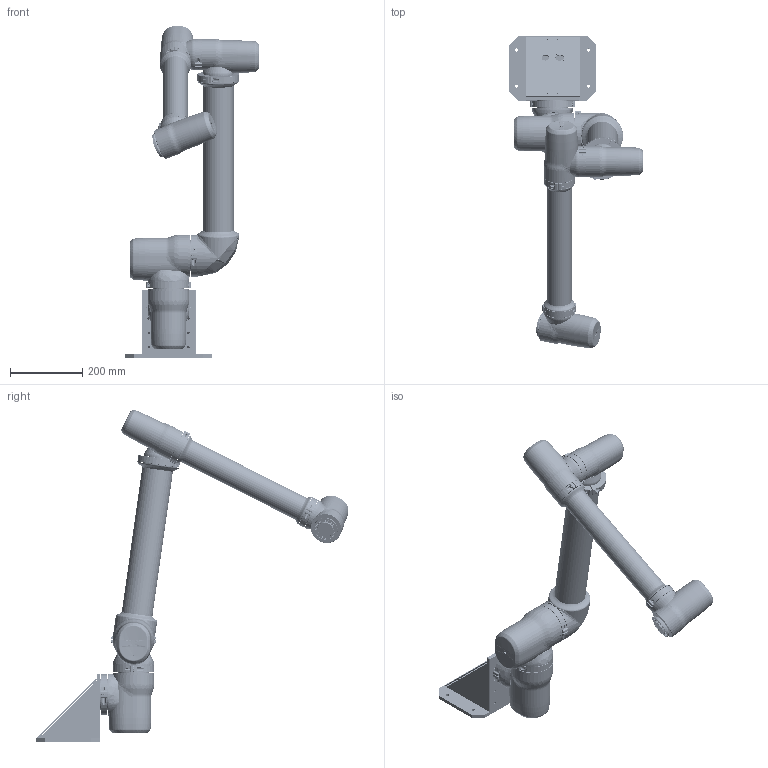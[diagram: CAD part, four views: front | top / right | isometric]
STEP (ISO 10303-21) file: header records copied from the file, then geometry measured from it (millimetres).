
FILE_DESCRIPTION (( 'STEP AP214' ), '1' );
FILE_NAME ('5 axis 1 Praktische Peter.STEP', '2022-05-24T16:06:16', ( '' ), ( '' ), 'SwSTEP 2.0', 'SolidWorks 2021', '' );
FILE_SCHEMA (( 'AUTOMOTIVE_DESIGN' ));
Length unit declared in the file: millimetre
Products named in the file (42): 876.0023-F.STEP; 626.0132-A.STEP; 626.0008-A.STEP; 636.0001-A-gef_llt.STEP; 626.0130-A.STEP; 626.0040-A.STEP; 626.0024-C.STEP; 626.0004-A-gef_llt.STEP; rohr_68_63_laengerohr - 400.STEP; C86S.step; 626.0033-G-1.STEP; D86.STEP; 876.0031.STEP; 626.0036-B.STEP; D116.STEP; 626.0131-A.STEP; 626.0004-A.STEP; L116L-500.STEP; 626.0036-A-gef_llt.STEP; 626.0040-A-gef_llt.STEP; 626.0129-A.STEP; item_0061956_Winkel_8_160x160-40_Al_M8_1.stp.STEP; 5 axis 1 Praktische Peter; rohr_86_80_376-500.STEP; 626.0072-A-gef_llt.STEP; 626.0040-B.STEP; 876.0022-F.STEP; 626.0078-E.STEP; L86I-400.STEP; 626.0023-E.STEP; 626.0073-A-gef_llt.STEP; 626.0079-E.STEP; 626.0008-A-gef_llt.STEP; 876.0018-F.STEP; 876.0019-F.STEP; 626.0005-B.STEP; C11686S.step; C116S.step; 626.0001-F.STEP; 626.0074-A-gef_llt.STEP ...
Assembly tree (51 placements, depth 4):
  5 axis 1 Praktische Peter
    876.0031.STEP
      626.0130-A.STEP
      item_0061956_Winkel_8_160x160-40_Al_M8_1.stp.STEP  x2
      626.0129-A.STEP
      626.0132-A.STEP  x2
      626.0131-A.STEP
      626.0040-A.STEP
    C116S.step  x3
    D116.STEP  x2
      876.0022-F.STEP
        626.0033-G-1.STEP
        626.0036-B.STEP
        626.0078-E.STEP
      876.0023-F.STEP
        626.0037-C.STEP
        626.0040-B.STEP
      626.0079-E.STEP
    L116L-500.STEP
      626.0036-A-gef_llt.STEP
      626.0040-A-gef_llt.STEP
      rohr_86_80_376-500.STEP
      626.0072-A-gef_llt.STEP  x2
      626.0073-A-gef_llt.STEP
      626.0074-A-gef_llt.STEP
    C11686S.step
    D86.STEP  x3
      876.0018-F.STEP
        626.0001-F.STEP
        626.0004-A.STEP
        626.0023-E.STEP
      876.0019-F.STEP
        626.0005-B.STEP
        626.0008-A.STEP
      626.0024-C.STEP
    C86S.step  x2
    L86I-400.STEP
      626.0004-A-gef_llt.STEP
      626.0008-A-gef_llt.STEP
      rohr_68_63_laengerohr - 400.STEP
      636.0001-A-gef_llt.STEP  x2
    C86S.step
Bounding box: 370.41 x 869.01 x 921.81 mm (x, y, z)
Volume: 10891736.1 mm3; surface area: 1914349.6 mm2
Topology: 78 solids, 81 shells, 5635 faces, 13581 edges, 8229 vertices
Faces by surface type: cylinder 2592, cone 1089, plane 1074, bspline 531, torus 339, sphere 10
Entity records: 114369 total; most frequent: CARTESIAN_POINT 38560, DIRECTION 16123, ORIENTED_EDGE 14692, EDGE_CURVE 7346, AXIS2_PLACEMENT_3D 6672, VERTEX_POINT 4615, EDGE_LOOP 3981, CIRCLE 3722
